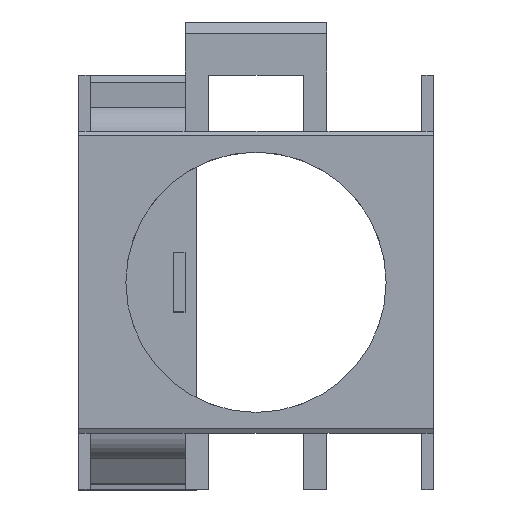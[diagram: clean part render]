
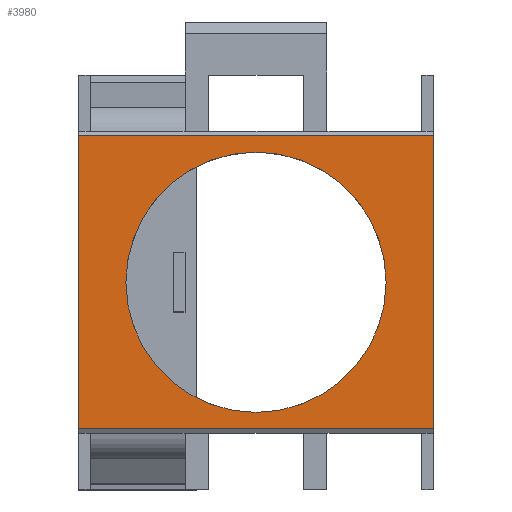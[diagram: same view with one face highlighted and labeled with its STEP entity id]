
A CAD part, top view. The second image highlights one B-rep face of the part: STEP entity #3980.
In plain terms, the highlighted planar face has unit normal (0, 0, 1).
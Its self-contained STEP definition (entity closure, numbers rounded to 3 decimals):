
#1500=CARTESIAN_POINT('',(-11.0,0.,10.153));
#1501=VERTEX_POINT('',#1500);
#1510=CARTESIAN_POINT('',(11.0,0.,10.153));
#1511=VERTEX_POINT('',#1510);
#1512=CARTESIAN_POINT('',(0.0,0.,10.153));
#1513=DIRECTION('',(0.0,0.0,-1.0));
#1514=DIRECTION('',(-1.0,0.0,0.0));
#1515=AXIS2_PLACEMENT_3D('',#1512,#1513,#1514);
#1516=CIRCLE('',#1515,11.0);
#1517=EDGE_CURVE('',#1511,#1501,#1516,.T.);
#2438=CARTESIAN_POINT('',(0.0,0.,10.153));
#2439=DIRECTION('',(0.0,0.0,-1.0));
#2440=DIRECTION('',(-1.0,0.0,0.0));
#2441=AXIS2_PLACEMENT_3D('',#2438,#2439,#2440);
#2442=CIRCLE('',#2441,11.0);
#2443=EDGE_CURVE('',#1501,#1511,#2442,.T.);
#3914=CARTESIAN_POINT('',(-15.0,12.382,10.153));
#3915=VERTEX_POINT('',#3914);
#3922=CARTESIAN_POINT('',(15.0,12.382,10.153));
#3923=VERTEX_POINT('',#3922);
#3924=CARTESIAN_POINT('',(15.0,12.382,10.153));
#3925=DIRECTION('',(-1.0,0.0,0.0));
#3926=VECTOR('',#3925,30.0);
#3927=LINE('',#3924,#3926);
#3928=EDGE_CURVE('',#3923,#3915,#3927,.T.);
#3946=CARTESIAN_POINT('',(15.0,-9.992,10.153));
#3947=DIRECTION('',(0.0,0.0,1.0));
#3948=DIRECTION('',(1.0,0.0,0.0));
#3949=AXIS2_PLACEMENT_3D('',#3946,#3947,#3948);
#3950=PLANE('',#3949);
#3951=CARTESIAN_POINT('',(-15.0,-12.382,10.153));
#3952=VERTEX_POINT('',#3951);
#3953=CARTESIAN_POINT('',(-15.0,12.382,10.153));
#3954=DIRECTION('',(0.0,-1.0,0.0));
#3955=VECTOR('',#3954,24.765);
#3956=LINE('',#3953,#3955);
#3957=EDGE_CURVE('',#3915,#3952,#3956,.T.);
#3958=ORIENTED_EDGE('',*,*,#3957,.T.);
#3959=CARTESIAN_POINT('',(15.0,-12.382,10.153));
#3960=VERTEX_POINT('',#3959);
#3961=CARTESIAN_POINT('',(15.0,-12.382,10.153));
#3962=DIRECTION('',(-1.0,0.0,0.0));
#3963=VECTOR('',#3962,30.0);
#3964=LINE('',#3961,#3963);
#3965=EDGE_CURVE('',#3960,#3952,#3964,.T.);
#3966=ORIENTED_EDGE('',*,*,#3965,.F.);
#3967=CARTESIAN_POINT('',(15.0,-12.382,10.153));
#3968=DIRECTION('',(0.0,1.0,0.0));
#3969=VECTOR('',#3968,24.765);
#3970=LINE('',#3967,#3969);
#3971=EDGE_CURVE('',#3960,#3923,#3970,.T.);
#3972=ORIENTED_EDGE('',*,*,#3971,.T.);
#3973=ORIENTED_EDGE('',*,*,#3928,.T.);
#3974=EDGE_LOOP('',(#3958,#3966,#3972,#3973));
#3975=FACE_OUTER_BOUND('',#3974,.T.);
#3976=ORIENTED_EDGE('',*,*,#1517,.T.);
#3977=ORIENTED_EDGE('',*,*,#2443,.T.);
#3978=EDGE_LOOP('',(#3976,#3977));
#3979=FACE_BOUND('',#3978,.T.);
#3980=ADVANCED_FACE('',(#3975,#3979),#3950,.T.);
